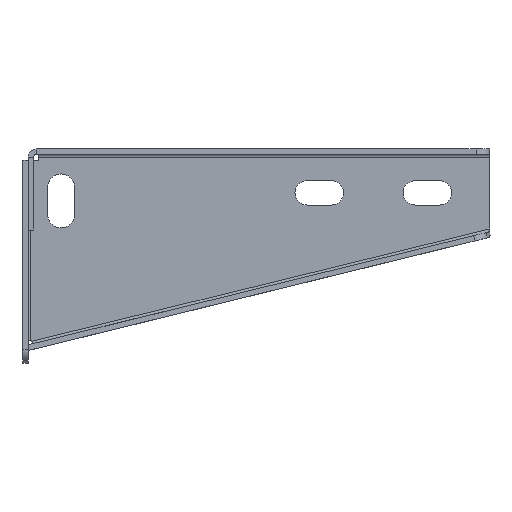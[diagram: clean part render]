
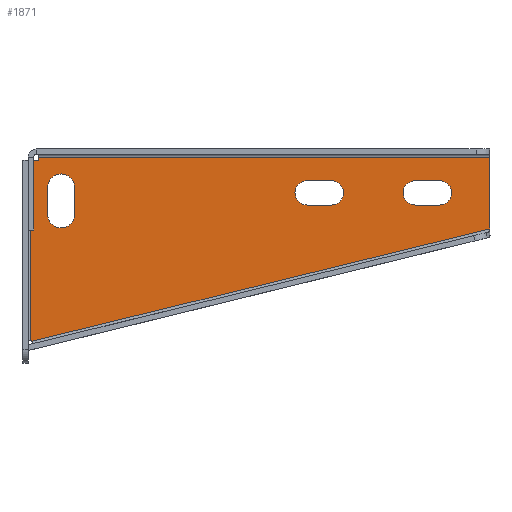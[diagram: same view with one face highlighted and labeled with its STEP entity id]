
A CAD part, top view. The second image highlights one B-rep face of the part: STEP entity #1871.
In plain terms, the highlighted planar face has unit normal (0, 0, 1).
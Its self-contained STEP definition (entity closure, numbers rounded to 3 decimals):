
#15=FACE_BOUND('',#312,.T.);
#16=FACE_BOUND('',#313,.T.);
#17=FACE_BOUND('',#314,.T.);
#35=CIRCLE('',#1992,1.5);
#36=CIRCLE('',#1993,5.);
#37=CIRCLE('',#1994,5.);
#38=CIRCLE('',#1995,4.5);
#39=CIRCLE('',#1996,4.5);
#40=CIRCLE('',#1997,4.5);
#41=CIRCLE('',#1998,4.5);
#103=PLANE('',#1991);
#207=FACE_OUTER_BOUND('',#311,.T.);
#311=EDGE_LOOP('',(#1331,#1332,#1333,#1334,#1335,#1336,#1337));
#312=EDGE_LOOP('',(#1338,#1339,#1340,#1341));
#313=EDGE_LOOP('',(#1342,#1343,#1344,#1345));
#314=EDGE_LOOP('',(#1346,#1347,#1348,#1349));
#441=LINE('',#3274,#641);
#443=LINE('',#3278,#643);
#444=LINE('',#3280,#644);
#445=LINE('',#3282,#645);
#446=LINE('',#3284,#646);
#447=LINE('',#3286,#647);
#448=LINE('',#3292,#648);
#449=LINE('',#3295,#649);
#450=LINE('',#3300,#650);
#451=LINE('',#3303,#651);
#452=LINE('',#3306,#652);
#453=LINE('',#3310,#653);
#641=VECTOR('',#2173,10.);
#643=VECTOR('',#2177,10.);
#644=VECTOR('',#2178,10.);
#645=VECTOR('',#2179,10.);
#646=VECTOR('',#2180,10.);
#647=VECTOR('',#2181,10.);
#648=VECTOR('',#2186,10.);
#649=VECTOR('',#2189,10.);
#650=VECTOR('',#2192,10.);
#651=VECTOR('',#2195,10.);
#652=VECTOR('',#2196,10.);
#653=VECTOR('',#2199,10.);
#844=VERTEX_POINT('',#2789);
#850=VERTEX_POINT('',#2979);
#857=VERTEX_POINT('',#3277);
#858=VERTEX_POINT('',#3279);
#859=VERTEX_POINT('',#3281);
#860=VERTEX_POINT('',#3283);
#861=VERTEX_POINT('',#3285);
#862=VERTEX_POINT('',#3288);
#863=VERTEX_POINT('',#3289);
#864=VERTEX_POINT('',#3291);
#865=VERTEX_POINT('',#3293);
#866=VERTEX_POINT('',#3296);
#867=VERTEX_POINT('',#3297);
#868=VERTEX_POINT('',#3299);
#869=VERTEX_POINT('',#3301);
#870=VERTEX_POINT('',#3304);
#871=VERTEX_POINT('',#3305);
#872=VERTEX_POINT('',#3307);
#873=VERTEX_POINT('',#3309);
#1039=EDGE_CURVE('',#850,#844,#441,.T.);
#1041=EDGE_CURVE('',#857,#844,#443,.T.);
#1042=EDGE_CURVE('',#857,#858,#444,.T.);
#1043=EDGE_CURVE('',#859,#858,#445,.T.);
#1044=EDGE_CURVE('',#860,#859,#446,.T.);
#1045=EDGE_CURVE('',#860,#861,#447,.T.);
#1046=EDGE_CURVE('',#850,#861,#35,.T.);
#1047=EDGE_CURVE('',#862,#863,#36,.T.);
#1048=EDGE_CURVE('',#863,#864,#448,.T.);
#1049=EDGE_CURVE('',#864,#865,#37,.T.);
#1050=EDGE_CURVE('',#865,#862,#449,.T.);
#1051=EDGE_CURVE('',#866,#867,#38,.T.);
#1052=EDGE_CURVE('',#867,#868,#450,.T.);
#1053=EDGE_CURVE('',#868,#869,#39,.T.);
#1054=EDGE_CURVE('',#869,#866,#451,.T.);
#1055=EDGE_CURVE('',#870,#871,#452,.T.);
#1056=EDGE_CURVE('',#871,#872,#40,.T.);
#1057=EDGE_CURVE('',#872,#873,#453,.T.);
#1058=EDGE_CURVE('',#873,#870,#41,.T.);
#1331=ORIENTED_EDGE('',*,*,#1039,.T.);
#1332=ORIENTED_EDGE('',*,*,#1041,.F.);
#1333=ORIENTED_EDGE('',*,*,#1042,.T.);
#1334=ORIENTED_EDGE('',*,*,#1043,.F.);
#1335=ORIENTED_EDGE('',*,*,#1044,.F.);
#1336=ORIENTED_EDGE('',*,*,#1045,.T.);
#1337=ORIENTED_EDGE('',*,*,#1046,.F.);
#1338=ORIENTED_EDGE('',*,*,#1047,.T.);
#1339=ORIENTED_EDGE('',*,*,#1048,.T.);
#1340=ORIENTED_EDGE('',*,*,#1049,.T.);
#1341=ORIENTED_EDGE('',*,*,#1050,.T.);
#1342=ORIENTED_EDGE('',*,*,#1051,.T.);
#1343=ORIENTED_EDGE('',*,*,#1052,.T.);
#1344=ORIENTED_EDGE('',*,*,#1053,.T.);
#1345=ORIENTED_EDGE('',*,*,#1054,.T.);
#1346=ORIENTED_EDGE('',*,*,#1055,.T.);
#1347=ORIENTED_EDGE('',*,*,#1056,.T.);
#1348=ORIENTED_EDGE('',*,*,#1057,.T.);
#1349=ORIENTED_EDGE('',*,*,#1058,.T.);
#1871=ADVANCED_FACE('',(#207,#15,#16,#17),#103,.T.);
#1991=AXIS2_PLACEMENT_3D('',#3276,#2175,#2176);
#1992=AXIS2_PLACEMENT_3D('',#3287,#2182,#2183);
#1993=AXIS2_PLACEMENT_3D('',#3290,#2184,#2185);
#1994=AXIS2_PLACEMENT_3D('',#3294,#2187,#2188);
#1995=AXIS2_PLACEMENT_3D('',#3298,#2190,#2191);
#1996=AXIS2_PLACEMENT_3D('',#3302,#2193,#2194);
#1997=AXIS2_PLACEMENT_3D('',#3308,#2197,#2198);
#1998=AXIS2_PLACEMENT_3D('',#3311,#2200,#2201);
#2173=DIRECTION('',(0.971,0.238,0.));
#2175=DIRECTION('center_axis',(0.,0.,1.));
#2176=DIRECTION('ref_axis',(1.,0.,0.));
#2177=DIRECTION('',(0.,-1.,0.));
#2178=DIRECTION('',(-1.,0.,0.));
#2179=DIRECTION('',(0.,1.,0.));
#2180=DIRECTION('',(1.,0.,0.));
#2181=DIRECTION('',(0.,-1.,0.));
#2182=DIRECTION('center_axis',(0.,0.,1.));
#2183=DIRECTION('ref_axis',(1.,0.,0.));
#2184=DIRECTION('center_axis',(0.,0.,-1.));
#2185=DIRECTION('ref_axis',(1.,0.,0.));
#2186=DIRECTION('',(0.,1.,0.));
#2187=DIRECTION('center_axis',(0.,0.,-1.));
#2188=DIRECTION('ref_axis',(-1.,0.,0.));
#2189=DIRECTION('',(0.,-1.,0.));
#2190=DIRECTION('center_axis',(0.,0.,-1.));
#2191=DIRECTION('ref_axis',(0.,-1.,0.));
#2192=DIRECTION('',(-1.,0.,0.));
#2193=DIRECTION('center_axis',(0.,0.,-1.));
#2194=DIRECTION('ref_axis',(0.,1.,0.));
#2195=DIRECTION('',(1.,0.,0.));
#2196=DIRECTION('',(-1.,0.,0.));
#2197=DIRECTION('center_axis',(0.,0.,-1.));
#2198=DIRECTION('ref_axis',(0.,1.,0.));
#2199=DIRECTION('',(1.,0.,0.));
#2200=DIRECTION('center_axis',(0.,0.,-1.));
#2201=DIRECTION('ref_axis',(0.,-1.,0.));
#2789=CARTESIAN_POINT('',(215.134,-69.07,2.));
#2979=CARTESIAN_POINT('',(45.698,-110.631,2.));
#3274=CARTESIAN_POINT('',(161.929,-82.12,2.));
#3276=CARTESIAN_POINT('Origin',(100.239,-60.579,2.));
#3277=CARTESIAN_POINT('',(215.134,-42.485,2.));
#3278=CARTESIAN_POINT('',(215.134,-19.689,2.));
#3279=CARTESIAN_POINT('',(48.134,-42.485,2.));
#3280=CARTESIAN_POINT('',(74.186,-42.485,2.));
#3281=CARTESIAN_POINT('',(48.134,-43.689,2.));
#3282=CARTESIAN_POINT('',(48.134,-43.689,2.));
#3283=CARTESIAN_POINT('',(45.43,-43.689,2.));
#3284=CARTESIAN_POINT('',(17.634,-43.689,2.));
#3285=CARTESIAN_POINT('',(45.43,-110.418,2.));
#3286=CARTESIAN_POINT('',(45.43,-85.498,2.));
#3287=CARTESIAN_POINT('Origin',(44.634,-111.689,2.));
#3288=CARTESIAN_POINT('',(61.634,-63.689,2.));
#3289=CARTESIAN_POINT('',(51.634,-63.689,2.));
#3290=CARTESIAN_POINT('Origin',(56.634,-63.689,2.));
#3291=CARTESIAN_POINT('',(51.634,-53.689,2.));
#3292=CARTESIAN_POINT('',(51.634,-62.134,2.));
#3293=CARTESIAN_POINT('',(61.634,-53.689,2.));
#3294=CARTESIAN_POINT('Origin',(56.634,-53.689,2.));
#3295=CARTESIAN_POINT('',(61.634,-57.134,2.));
#3296=CARTESIAN_POINT('',(196.634,-51.189,2.));
#3297=CARTESIAN_POINT('',(196.634,-60.189,2.));
#3298=CARTESIAN_POINT('Origin',(196.634,-55.689,2.));
#3299=CARTESIAN_POINT('',(187.634,-60.189,2.));
#3300=CARTESIAN_POINT('',(148.436,-60.189,2.));
#3301=CARTESIAN_POINT('',(187.634,-51.189,2.));
#3302=CARTESIAN_POINT('Origin',(187.634,-55.689,2.));
#3303=CARTESIAN_POINT('',(143.936,-51.189,2.));
#3304=CARTESIAN_POINT('',(156.634,-60.189,2.));
#3305=CARTESIAN_POINT('',(147.634,-60.189,2.));
#3306=CARTESIAN_POINT('',(128.436,-60.189,2.));
#3307=CARTESIAN_POINT('',(147.634,-51.189,2.));
#3308=CARTESIAN_POINT('Origin',(147.634,-55.689,2.));
#3309=CARTESIAN_POINT('',(156.634,-51.189,2.));
#3310=CARTESIAN_POINT('',(123.936,-51.189,2.));
#3311=CARTESIAN_POINT('Origin',(156.634,-55.689,2.));
